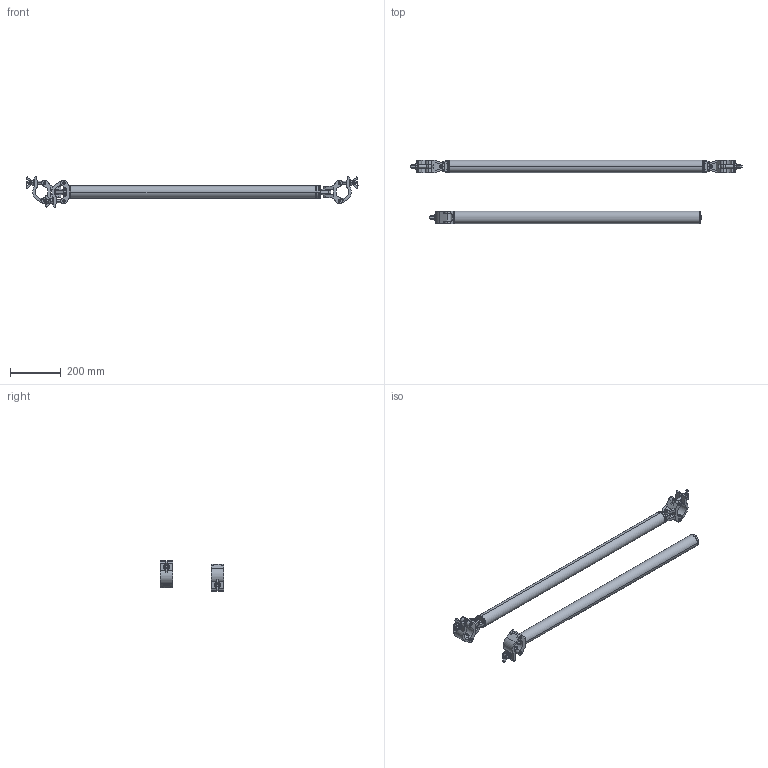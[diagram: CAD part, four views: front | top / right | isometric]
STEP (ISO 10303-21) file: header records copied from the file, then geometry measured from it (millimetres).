
FILE_DESCRIPTION (( 'STEP AP203' ), '1' );
FILE_NAME ('T57325 & T5732501.STEP', '2018-08-07T12:45:35', ( '' ), ( '' ), 'SwSTEP 2.0', 'SolidWorks 2016', '' );
FILE_SCHEMA (( 'CONFIG_CONTROL_DESIGN' ));
Length unit declared in the file: millimetre
Products named in the file (22): T78000; TH3363_TH3386; TH2001_TH2001 - 50MM WIDE; TH3382_TH3385; T58754; TH152; TH1170; TH157_NO SWL; T57320_T57320; TH566; TH2002_TH2002 - 50MM WIDE; T57325 & T5732501; F790; T13300_T13300; TH157_TH157; TH1675; TH577_TH577; T57328_T57328; A Washer_Bright washer BS 4320 - M12 (Form A); F883_DIN 315-M12-GT-C-N; Hex Nut Style 1 GradeAB_Doughty Fastners_Hexagon Nut ISO - 4032 - M12 - D - S
Assembly tree (33 placements, depth 5):
  T57325 & T5732501
    T57328_T57328
      TH1675
        TH3363_TH3386
        T58754  x2
      F790  x6
      T78000  x2
        TH566
        A Washer_Bright washer BS 4320 - M12 (Form A)
        Hex Nut Style 1 GradeAB_Doughty Fastners_Hexagon Nut ISO - 4032 - M12 - D - S
        F883_DIN 315-M12-GT-C-N
      TH157_NO SWL  x2
        TH2001_TH2001 - 50MM WIDE
      TH152  x2
    T57320_T57320
      TH1170
        TH3382_TH3385
        TH577_TH577
          TH2002_TH2002 - 50MM WIDE
      TH157_TH157
        TH2001_TH2001 - 50MM WIDE
      F790  x2
      T78000
        TH566
        A Washer_Bright washer BS 4320 - M12 (Form A)
        Hex Nut Style 1 GradeAB_Doughty Fastners_Hexagon Nut ISO - 4032 - M12 - D - S
        F883_DIN 315-M12-GT-C-N
      T13300_T13300
Bounding box: 1303.31 x 249.95 x 120.41 mm (x, y, z)
Volume: 1683568.1 mm3; surface area: 745697.1 mm2
Topology: 31 solids, 31 shells, 1195 faces, 2878 edges, 1753 vertices
Faces by surface type: plane 405, cylinder 333, cone 226, bspline 164, torus 34, sphere 33
Entity records: 21691 total; most frequent: CARTESIAN_POINT 6909, ORIENTED_EDGE 2548, DIRECTION 2480, EDGE_CURVE 1274, AXIS2_PLACEMENT_3D 909, VERTEX_POINT 797, LINE 662, VECTOR 662
